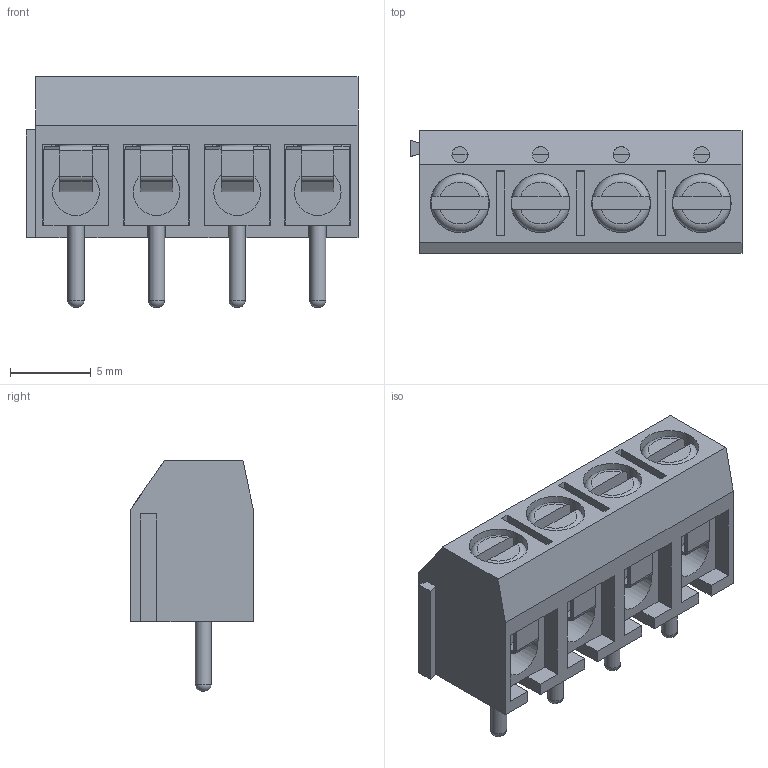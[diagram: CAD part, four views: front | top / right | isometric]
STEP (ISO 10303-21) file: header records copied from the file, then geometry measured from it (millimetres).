
FILE_DESCRIPTION(('STEP AP214'), '1');
FILE_NAME('DG301-5.0-03', '2017-07-15T10:40:06', ('Nobody'), (''), 'ASCON STEP Converter 1.3', 'ASCON Math Kernel', '');
FILE_SCHEMA(('AUTOMOTIVE_DESIGN { 1 0 10303 214 3 1 1}'));
Length unit declared in the file: millimetre
Assembly tree (12 placements, depth 2):
  (unnamed)
    (unnamed)  x4
    (unnamed)  x4
    (unnamed)  x4
Bounding box: 20.6 x 7.6 x 14.3 mm (x, y, z)
Volume: 994.5 mm3; surface area: 2786 mm2
Topology: 13 solids, 13 shells, 359 faces, 846 edges, 524 vertices
Faces by surface type: plane 267, cylinder 68, torus 16, cone 8
Full cylindrical faces by diameter (mm): 1 x8, 1.8 x4, 2 x4, 2.5 x4, 2.6 x4, 2.9 x4, 3 x4, 3.6 x4, 3.65 x4
Entity records: 6519 total; most frequent: CARTESIAN_POINT 958, DIRECTION 782, ORIENTED_EDGE 764, EDGE_CURVE 382, LINE 312, VECTOR 312, VERTEX_POINT 260, AXIS2_PLACEMENT_3D 235
